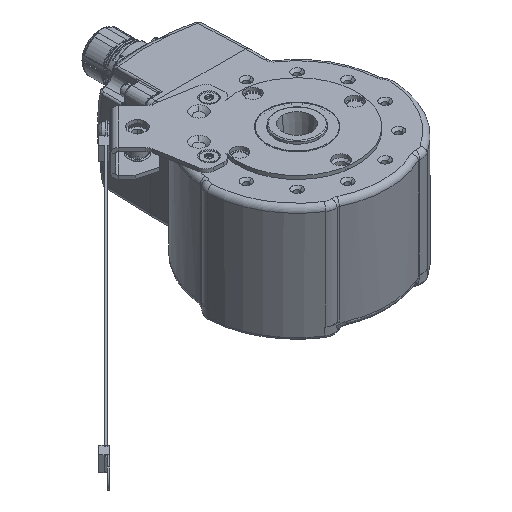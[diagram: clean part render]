
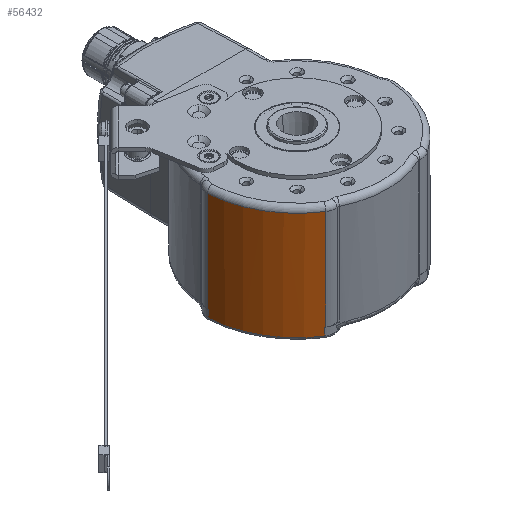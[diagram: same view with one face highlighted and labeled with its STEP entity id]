
A CAD part, isometric view. The second image highlights one B-rep face of the part: STEP entity #56432.
In plain terms, the highlighted cylindrical face has radius 55 mm (diameter 110 mm), a partial arc.
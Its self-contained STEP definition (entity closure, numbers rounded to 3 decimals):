
#15817=CARTESIAN_POINT('',(0.,0.,-50.2));
#15818=DIRECTION('',(0.,0.,1.));
#15819=DIRECTION('',(-0.546,-0.838,0.));
#15820=AXIS2_PLACEMENT_3D('',#15817,#15818,#15819);
#15985=DIRECTION('',(0.,0.,1.));
#15986=VECTOR('',#15985,58.5);
#15987=CARTESIAN_POINT('',(-29.617,-46.345,-50.2));
#15988=LINE('',#15987,#15986);
#15994=CARTESIAN_POINT('',(0.,0.,8.3));
#15995=DIRECTION('',(0.,0.,-1.));
#15996=DIRECTION('',(-0.538,-0.843,0.));
#15997=AXIS2_PLACEMENT_3D('',#15994,#15995,#15996);
#15999=DIRECTION('',(0.,0.,-1.));
#16000=VECTOR('',#15999,4.5);
#16001=CARTESIAN_POINT('',(-30.051,-46.064,-50.2));
#16002=LINE('',#16001,#16000);
#16003=CARTESIAN_POINT('',(0.,0.,-54.7));
#16004=DIRECTION('',(0.,0.,-1.));
#16005=DIRECTION('',(-0.546,-0.838,0.));
#16006=AXIS2_PLACEMENT_3D('',#16003,#16004,#16005);
#16008=DIRECTION('',(0.,0.,-1.));
#16009=VECTOR('',#16008,4.5);
#16010=CARTESIAN_POINT('',(-54.918,-2.993,-50.2));
#16011=LINE('',#16010,#16009);
#16012=DIRECTION('',(0.,0.,-1.));
#16013=VECTOR('',#16012,58.5);
#16014=CARTESIAN_POINT('',(-54.944,-2.477,8.3));
#16015=LINE('',#16014,#16013);
#16026=CARTESIAN_POINT('',(0.,0.,-50.2));
#16027=DIRECTION('',(0.,0.,1.));
#16028=DIRECTION('',(-0.999,-0.045,0.));
#16029=AXIS2_PLACEMENT_3D('',#16026,#16027,#16028);
#34354=CARTESIAN_POINT('',(-30.051,-46.064,-54.7));
#34355=CARTESIAN_POINT('',(-54.918,-2.993,-54.7));
#34356=VERTEX_POINT('',#34354);
#34357=VERTEX_POINT('',#34355);
#37215=CARTESIAN_POINT('',(-29.617,-46.345,8.3));
#37216=CARTESIAN_POINT('',(-54.944,-2.477,8.3));
#37217=VERTEX_POINT('',#37215);
#37218=VERTEX_POINT('',#37216);
#37718=CARTESIAN_POINT('',(-29.617,-46.345,-50.2));
#37720=VERTEX_POINT('',#37718);
#37721=CARTESIAN_POINT('',(-54.944,-2.477,-50.2));
#37723=VERTEX_POINT('',#37721);
#37759=CARTESIAN_POINT('',(-54.918,-2.993,-50.2));
#37760=VERTEX_POINT('',#37759);
#37761=CARTESIAN_POINT('',(-30.051,-46.064,-50.2));
#37762=VERTEX_POINT('',#37761);
#56412=CARTESIAN_POINT('',(0.,0.,-56.2));
#56413=DIRECTION('',(0.,0.,1.));
#56414=DIRECTION('',(1.,0.,0.));
#56415=AXIS2_PLACEMENT_3D('',#56412,#56413,#56414);
#56416=CYLINDRICAL_SURFACE('',#56415,55.);
#56418=ORIENTED_EDGE('',*,*,#56417,.F.);
#56420=ORIENTED_EDGE('',*,*,#56419,.F.);
#56421=ORIENTED_EDGE('',*,*,#56398,.F.);
#56422=ORIENTED_EDGE('',*,*,#56149,.F.);
#56423=ORIENTED_EDGE('',*,*,#56129,.T.);
#56425=ORIENTED_EDGE('',*,*,#56424,.T.);
#56427=ORIENTED_EDGE('',*,*,#56426,.F.);
#56429=ORIENTED_EDGE('',*,*,#56428,.F.);
#56430=EDGE_LOOP('',(#56418,#56420,#56421,#56422,#56423,#56425,#56427,#56429));
#56431=FACE_OUTER_BOUND('',#56430,.F.);
#15821=CIRCLE('',#15820,55.);
#15998=CIRCLE('',#15997,55.);
#16007=CIRCLE('',#16006,55.);
#16030=CIRCLE('',#16029,55.);
#56129=EDGE_CURVE('',#37762,#34356,#16002,.T.);
#56149=EDGE_CURVE('',#37762,#37720,#15821,.T.);
#56398=EDGE_CURVE('',#37720,#37217,#15988,.T.);
#56417=EDGE_CURVE('',#37218,#37723,#16015,.T.);
#56419=EDGE_CURVE('',#37217,#37218,#15998,.T.);
#56424=EDGE_CURVE('',#34356,#34357,#16007,.T.);
#56426=EDGE_CURVE('',#37760,#34357,#16011,.T.);
#56428=EDGE_CURVE('',#37723,#37760,#16030,.T.);
#56432=ADVANCED_FACE('',(#56431),#56416,.T.);
